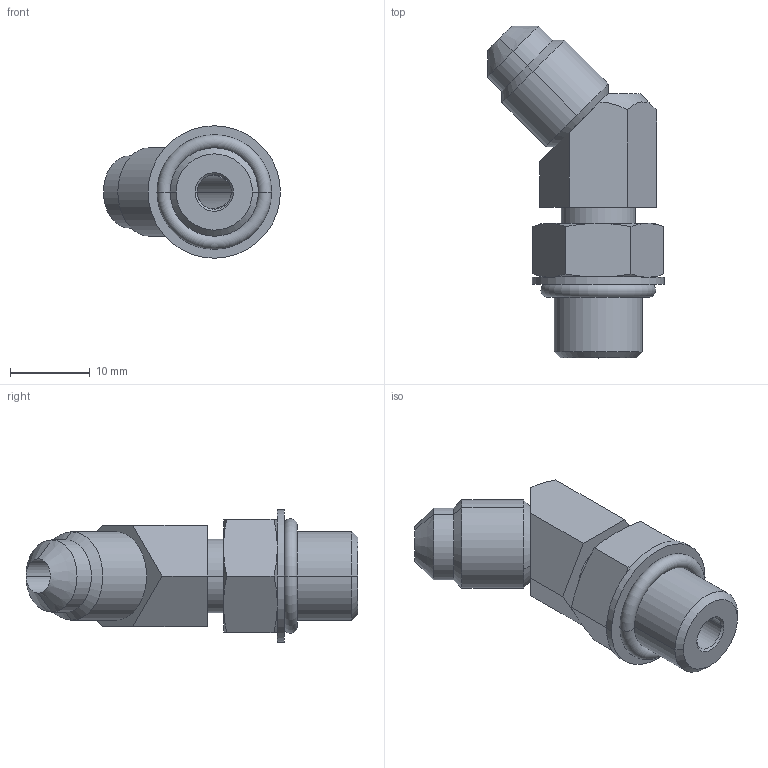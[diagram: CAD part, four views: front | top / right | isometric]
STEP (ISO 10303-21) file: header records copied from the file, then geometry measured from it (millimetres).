
FILE_DESCRIPTION((''),'2;1');
FILE_NAME('ILC30151544','2005-08-23T',('KR'),(''),'PRO/ENGINEER BY PARAMETRIC TECHNOLOGY CORPORATION, 2004290','PRO/ENGINEER BY PARAMETRIC TECHNOLOGY CORPORATION, 2004290','');
FILE_SCHEMA(('AUTOMOTIVE_DESIGN_CC2 { 1 2 10303 214 -1 1 5 2 }'));
Length unit declared in the file: inch
Products named in the file (1): ILC30151544
Bounding box: 22.23 x 41.71 x 16.64 mm (x, y, z)
Volume: 4663.9 mm3; surface area: 2978.3 mm2
Topology: 1 solids, 2 shells, 68 faces, 167 edges, 105 vertices
Faces by surface type: plane 23, cone 23, cylinder 18, torus 4
Entity records: 2825 total; most frequent: CARTESIAN_POINT 535, ORIENTED_EDGE 334, DIRECTION 324, PRESENTATION_STYLE_ASSIGNMENT 174, STYLED_ITEM 168, CURVE_STYLE 167, EDGE_CURVE 167, AXIS2_PLACEMENT_3D 131
